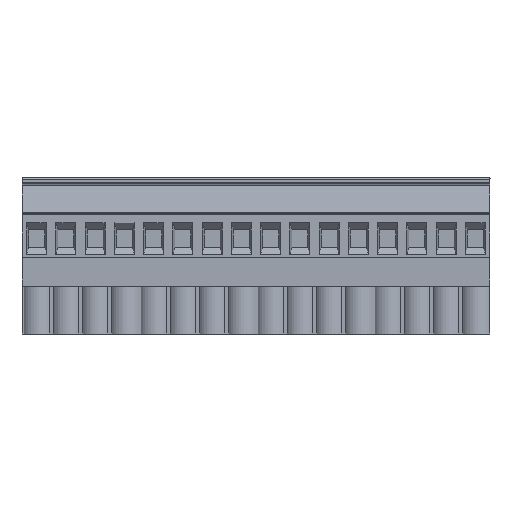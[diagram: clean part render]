
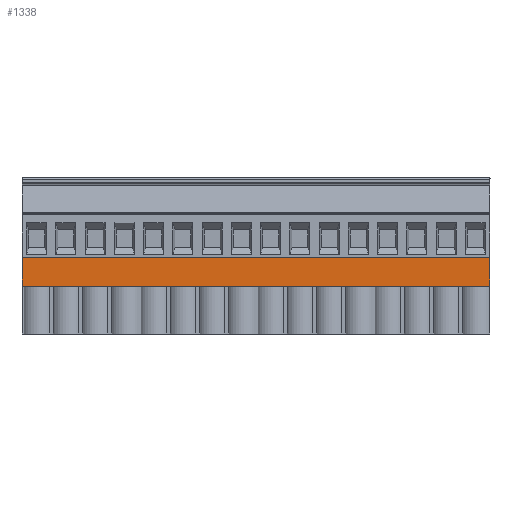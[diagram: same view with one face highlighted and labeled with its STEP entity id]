
A CAD part, top view. The second image highlights one B-rep face of the part: STEP entity #1338.
In plain terms, the highlighted planar face has unit normal (0, 0, 1).
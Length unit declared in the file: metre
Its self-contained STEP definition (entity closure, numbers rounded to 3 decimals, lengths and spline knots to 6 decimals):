
#1338=ADVANCED_FACE('',(#2817),#2818,.F.);
#2817=FACE_OUTER_BOUND('',#4347,.T.);
#2818=PLANE('',#4348);
#4347=EDGE_LOOP('',(#8216,#8217,#8218,#8219));
#4348=AXIS2_PLACEMENT_3D('',#8220,#8221,#8222);
#8216=ORIENTED_EDGE('',*,*,#8738,.T.);
#8217=ORIENTED_EDGE('',*,*,#9694,.T.);
#8218=ORIENTED_EDGE('',*,*,#10050,.F.);
#8219=ORIENTED_EDGE('',*,*,#9399,.F.);
#8220=CARTESIAN_POINT('',(-0.00508,0.004997,0.));
#8221=DIRECTION('',(0.,0.,-1.0));
#8222=DIRECTION('',(0.0,-1.0,0.));
#8738=EDGE_CURVE('',#10398,#10396,#10399,.T.);
#9399=EDGE_CURVE('',#10398,#11483,#11484,.T.);
#9694=EDGE_CURVE('',#10396,#11901,#11902,.T.);
#10050=EDGE_CURVE('',#11483,#11901,#12366,.T.);
#10396=VERTEX_POINT('',#12782);
#10398=VERTEX_POINT('',#12785);
#10399=LINE('',#12786,#12787);
#11483=VERTEX_POINT('',#14328);
#11484=LINE('',#14329,#14330);
#11901=VERTEX_POINT('',#14909);
#11902=LINE('',#14910,#14911);
#12366=LINE('',#15556,#15557);
#12782=CARTESIAN_POINT('',(0.08128,0.0,0.0));
#12785=CARTESIAN_POINT('',(0.0,0.,0.));
#12786=CARTESIAN_POINT('',(-0.00508,0.,0.));
#12787=VECTOR('',#15916,1.0);
#14328=CARTESIAN_POINT('',(0.0,0.005,0.));
#14329=CARTESIAN_POINT('',(0.0,0.004997,0.));
#14330=VECTOR('',#16576,1.0);
#14909=CARTESIAN_POINT('',(0.08128,0.005,0.0));
#14910=CARTESIAN_POINT('',(0.08128,0.004997,0.0));
#14911=VECTOR('',#16883,1.0);
#15556=CARTESIAN_POINT('',(-0.00508,0.005,0.));
#15557=VECTOR('',#17239,1.0);
#15916=DIRECTION('',(1.0,0.,0.));
#16576=DIRECTION('',(0.,1.0,0.));
#16883=DIRECTION('',(0.,1.0,0.));
#17239=DIRECTION('',(1.0,0.,0.));
